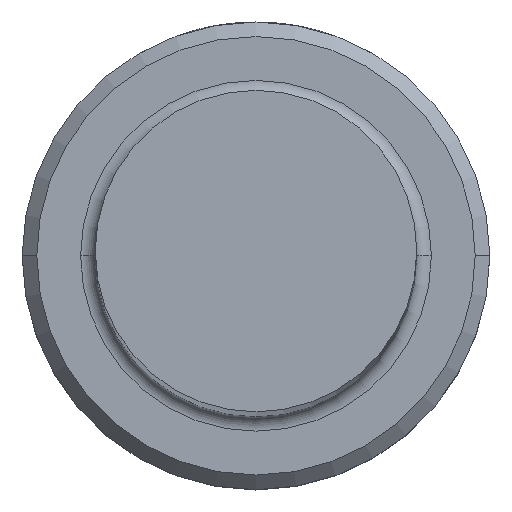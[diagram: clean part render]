
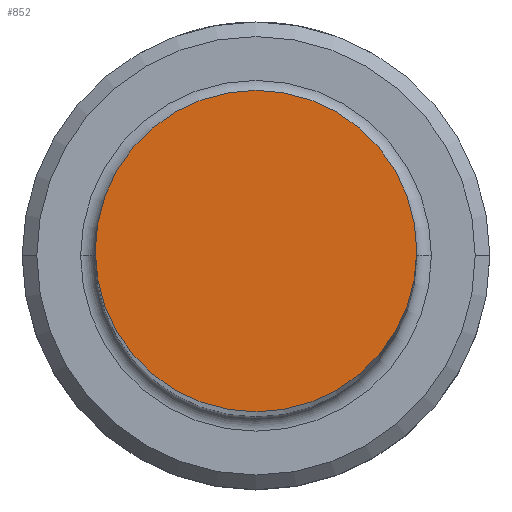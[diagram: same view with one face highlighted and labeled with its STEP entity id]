
A CAD part, top view. The second image highlights one B-rep face of the part: STEP entity #852.
In plain terms, the highlighted planar face has unit normal (0, 0, 1).
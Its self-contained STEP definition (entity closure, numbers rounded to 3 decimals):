
#48 = DIRECTION ( 'NONE',  ( 1., 0., 0. ) ) ;
#102 = CARTESIAN_POINT ( 'NONE',  ( 0., 0., 100. ) ) ;
#109 = EDGE_CURVE ( 'NONE', #449, #365, #993, .T. ) ;
#252 = CIRCLE ( 'NONE', #450, 5.5 ) ;
#264 = AXIS2_PLACEMENT_3D ( 'NONE', #102, #375, #1044 ) ;
#288 = PLANE ( 'NONE',  #264 ) ;
#337 = DIRECTION ( 'NONE',  ( 1., 0., 0. ) ) ;
#343 = DIRECTION ( 'NONE',  ( 0., 0., 1. ) ) ;
#346 = CARTESIAN_POINT ( 'NONE',  ( 0., 0., 100. ) ) ;
#358 = FACE_OUTER_BOUND ( 'NONE', #730, .T. ) ;
#365 = VERTEX_POINT ( 'NONE', #570 ) ;
#375 = DIRECTION ( 'NONE',  ( 0., 0., 1. ) ) ;
#449 = VERTEX_POINT ( 'NONE', #1012 ) ;
#450 = AXIS2_PLACEMENT_3D ( 'NONE', #1151, #595, #48 ) ;
#570 = CARTESIAN_POINT ( 'NONE',  ( 5.5, 0., 100. ) ) ;
#595 = DIRECTION ( 'NONE',  ( 0., 0., 1. ) ) ;
#720 = ORIENTED_EDGE ( 'NONE', *, *, #1039, .T. ) ;
#730 = EDGE_LOOP ( 'NONE', ( #733, #720 ) ) ;
#733 = ORIENTED_EDGE ( 'NONE', *, *, #109, .T. ) ;
#852 = ADVANCED_FACE ( 'NONE', ( #358 ), #288, .T. ) ;
#993 = CIRCLE ( 'NONE', #1056, 5.5 ) ;
#1012 = CARTESIAN_POINT ( 'NONE',  ( -5.5, 0., 100. ) ) ;
#1039 = EDGE_CURVE ( 'NONE', #365, #449, #252, .T. ) ;
#1044 = DIRECTION ( 'NONE',  ( 1., 0., 0. ) ) ;
#1056 = AXIS2_PLACEMENT_3D ( 'NONE', #346, #343, #337 ) ;
#1151 = CARTESIAN_POINT ( 'NONE',  ( 0., 0., 100. ) ) ;
